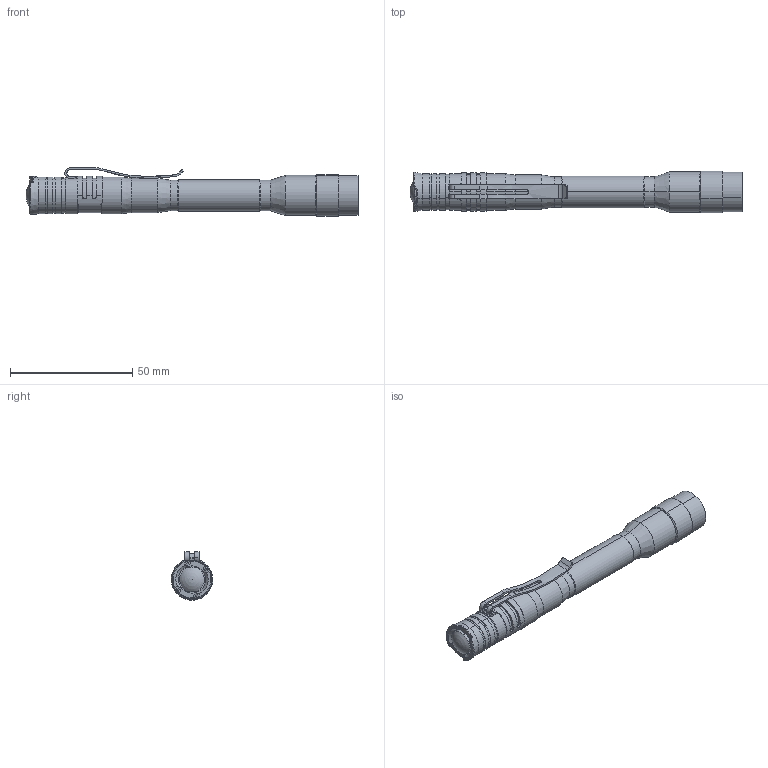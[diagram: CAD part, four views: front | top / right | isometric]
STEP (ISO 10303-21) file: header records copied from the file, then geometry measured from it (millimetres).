
FILE_DESCRIPTION(('Open CASCADE Model'),'2;1');
FILE_NAME('Open CASCADE Shape Model','2026-02-10T19:06:24',('Author'),( 'Open CASCADE'),'Open CASCADE STEP processor 7.7','Open CASCADE 7.7' ,'Unknown');
FILE_SCHEMA(('AUTOMOTIVE_DESIGN { 1 0 10303 214 1 1 1 1 }'));
Length unit declared in the file: millimetre
Products named in the file (6): Open CASCADE STEP translator 7.7 1; LP0674-flashlight; Part1; Part2; Part3; Part4
Assembly tree (5 placements, depth 3):
  Open CASCADE STEP translator 7.7 1
    LP0674-flashlight
      Part1
      Part2
      Part3
      Part4
Bounding box: 135.85 x 16.98 x 19.8 mm (x, y, z)
Volume: 9193.6 mm3; surface area: 14320.2 mm2
Topology: 4 solids, 4 shells, 230 faces, 596 edges, 375 vertices
Faces by surface type: cylinder 103, plane 52, bspline 40, cone 24, torus 10, sphere 1
Entity records: 22833 total; most frequent: CARTESIAN_POINT 11832, DIRECTION 1793, ORIENTED_EDGE 1178, PCURVE 1178, DEFINITIONAL_REPRESENTATION 1178, LINE 842, VECTOR 842, EDGE_CURVE 589
